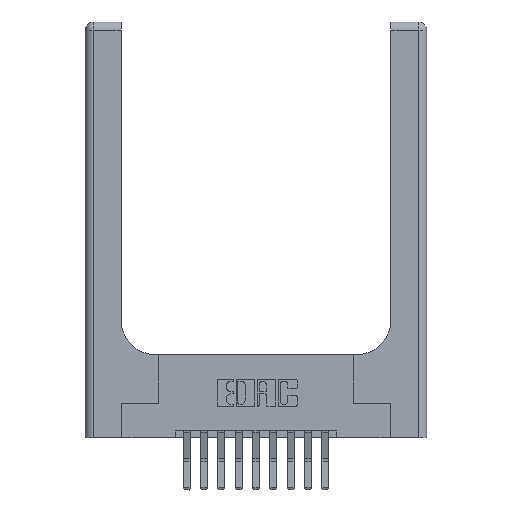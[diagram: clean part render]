
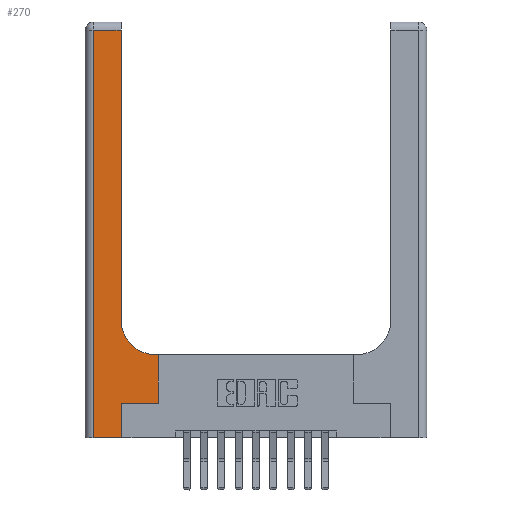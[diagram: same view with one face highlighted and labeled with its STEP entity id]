
A CAD part, top view. The second image highlights one B-rep face of the part: STEP entity #270.
In plain terms, the highlighted planar face has unit normal (0, 0, 1).
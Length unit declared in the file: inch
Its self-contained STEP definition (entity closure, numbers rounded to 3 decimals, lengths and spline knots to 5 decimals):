
#142 = CARTESIAN_POINT ( 'NONE',  ( 0.265, 0., 0.37 ) ) ;
#234 = EDGE_CURVE ( 'NONE', #2365, #2277, #9847, .T. ) ;
#270 = ADVANCED_FACE ( 'NONE', ( #14946 ), #11499, .F. ) ;
#281 = CARTESIAN_POINT ( 'NONE',  ( 0.51, 0.85, 0.37 ) ) ;
#327 = ORIENTED_EDGE ( 'NONE', *, *, #14625, .T. ) ;
#398 = EDGE_CURVE ( 'NONE', #4577, #4985, #3846, .T. ) ;
#804 = CARTESIAN_POINT ( 'NONE',  ( 0.26, 2.94, 0.37 ) ) ;
#869 = DIRECTION ( 'NONE',  ( 1., 0., 0. ) ) ;
#1762 = CIRCLE ( 'NONE', #3881, 0.25 ) ;
#1841 = EDGE_CURVE ( 'NONE', #8433, #14791, #8105, .T. ) ;
#2014 = ORIENTED_EDGE ( 'NONE', *, *, #5701, .T. ) ;
#2077 = DIRECTION ( 'NONE',  ( -1., 0., 0. ) ) ;
#2240 = CARTESIAN_POINT ( 'NONE',  ( 0.51, 0.6, 0.37 ) ) ;
#2277 = VERTEX_POINT ( 'NONE', #804 ) ;
#2321 = ORIENTED_EDGE ( 'NONE', *, *, #5123, .T. ) ;
#2363 = CARTESIAN_POINT ( 'NONE',  ( 0.26, 0.85, 0.37 ) ) ;
#2365 = VERTEX_POINT ( 'NONE', #2363 ) ;
#3302 = VERTEX_POINT ( 'NONE', #7084 ) ;
#3481 = EDGE_CURVE ( 'NONE', #14791, #9864, #11633, .T. ) ;
#3511 = DIRECTION ( 'NONE',  ( 0., 1., 0. ) ) ;
#3587 = DIRECTION ( 'NONE',  ( -1., 0., 0. ) ) ;
#3846 = LINE ( 'NONE', #15146, #7015 ) ;
#3881 = AXIS2_PLACEMENT_3D ( 'NONE', #281, #7306, #8666 ) ;
#4359 = CARTESIAN_POINT ( 'NONE',  ( 0.528, 0.25, 0.37 ) ) ;
#4469 = CARTESIAN_POINT ( 'NONE',  ( 0., 0., 0.37 ) ) ;
#4577 = VERTEX_POINT ( 'NONE', #13265 ) ;
#4603 = CARTESIAN_POINT ( 'NONE',  ( 0.26, 3., 0.37 ) ) ;
#4818 = LINE ( 'NONE', #4469, #11022 ) ;
#4985 = VERTEX_POINT ( 'NONE', #14926 ) ;
#4991 = ORIENTED_EDGE ( 'NONE', *, *, #234, .T. ) ;
#5123 = EDGE_CURVE ( 'NONE', #2277, #4577, #8393, .T. ) ;
#5154 = LINE ( 'NONE', #8610, #7959 ) ;
#5701 = EDGE_CURVE ( 'NONE', #4985, #8433, #4818, .T. ) ;
#6179 = CARTESIAN_POINT ( 'NONE',  ( 0.528, 0.25, 0.37 ) ) ;
#6416 = ORIENTED_EDGE ( 'NONE', *, *, #10917, .T. ) ;
#6443 = CARTESIAN_POINT ( 'NONE',  ( 0.265, 0.25, 0.37 ) ) ;
#7015 = VECTOR ( 'NONE', #7922, 39.37008 ) ;
#7031 = VERTEX_POINT ( 'NONE', #2240 ) ;
#7084 = CARTESIAN_POINT ( 'NONE',  ( 0.528, 0.6, 0.37 ) ) ;
#7306 = DIRECTION ( 'NONE',  ( 0., 0., -1. ) ) ;
#7922 = DIRECTION ( 'NONE',  ( 0., -1., 0. ) ) ;
#7959 = VECTOR ( 'NONE', #11035, 39.37008 ) ;
#8015 = LINE ( 'NONE', #6179, #9329 ) ;
#8105 = LINE ( 'NONE', #142, #13008 ) ;
#8393 = LINE ( 'NONE', #12908, #11769 ) ;
#8433 = VERTEX_POINT ( 'NONE', #12616 ) ;
#8610 = CARTESIAN_POINT ( 'NONE',  ( 0.26, 0.6, 0.37 ) ) ;
#8666 = DIRECTION ( 'NONE',  ( 1., 0., 0. ) ) ;
#8768 = CARTESIAN_POINT ( 'NONE',  ( 0.265, 0.25, 0.37 ) ) ;
#9329 = VECTOR ( 'NONE', #14613, 39.37008 ) ;
#9794 = DIRECTION ( 'NONE',  ( 0., 1., 0. ) ) ;
#9833 = DIRECTION ( 'NONE',  ( 0., 0., -1. ) ) ;
#9847 = LINE ( 'NONE', #4603, #13640 ) ;
#9864 = VERTEX_POINT ( 'NONE', #4359 ) ;
#10917 = EDGE_CURVE ( 'NONE', #9864, #3302, #8015, .T. ) ;
#11022 = VECTOR ( 'NONE', #869, 39.37008 ) ;
#11035 = DIRECTION ( 'NONE',  ( -1., 0., 0. ) ) ;
#11243 = ORIENTED_EDGE ( 'NONE', *, *, #14605, .T. ) ;
#11499 = PLANE ( 'NONE',  #12039 ) ;
#11633 = LINE ( 'NONE', #6443, #12207 ) ;
#11769 = VECTOR ( 'NONE', #2077, 39.37008 ) ;
#12039 = AXIS2_PLACEMENT_3D ( 'NONE', #12330, #9833, #3587 ) ;
#12207 = VECTOR ( 'NONE', #12618, 39.37008 ) ;
#12330 = CARTESIAN_POINT ( 'NONE',  ( 0., 3., 0.37 ) ) ;
#12616 = CARTESIAN_POINT ( 'NONE',  ( 0.265, 0., 0.37 ) ) ;
#12618 = DIRECTION ( 'NONE',  ( 1., 0., 0. ) ) ;
#12627 = ORIENTED_EDGE ( 'NONE', *, *, #3481, .T. ) ;
#12817 = EDGE_LOOP ( 'NONE', ( #4991, #2321, #14322, #2014, #13334, #12627, #6416, #11243, #327 ) ) ;
#12908 = CARTESIAN_POINT ( 'NONE',  ( 0., 2.94, 0.37 ) ) ;
#13008 = VECTOR ( 'NONE', #9794, 39.37008 ) ;
#13265 = CARTESIAN_POINT ( 'NONE',  ( 0.06, 2.94, 0.37 ) ) ;
#13334 = ORIENTED_EDGE ( 'NONE', *, *, #1841, .T. ) ;
#13640 = VECTOR ( 'NONE', #3511, 39.37008 ) ;
#14322 = ORIENTED_EDGE ( 'NONE', *, *, #398, .T. ) ;
#14605 = EDGE_CURVE ( 'NONE', #3302, #7031, #5154, .T. ) ;
#14613 = DIRECTION ( 'NONE',  ( 0., 1., 0. ) ) ;
#14625 = EDGE_CURVE ( 'NONE', #7031, #2365, #1762, .T. ) ;
#14791 = VERTEX_POINT ( 'NONE', #8768 ) ;
#14926 = CARTESIAN_POINT ( 'NONE',  ( 0.06, 0., 0.37 ) ) ;
#14946 = FACE_OUTER_BOUND ( 'NONE', #12817, .T. ) ;
#15146 = CARTESIAN_POINT ( 'NONE',  ( 0.06, 3., 0.37 ) ) ;
